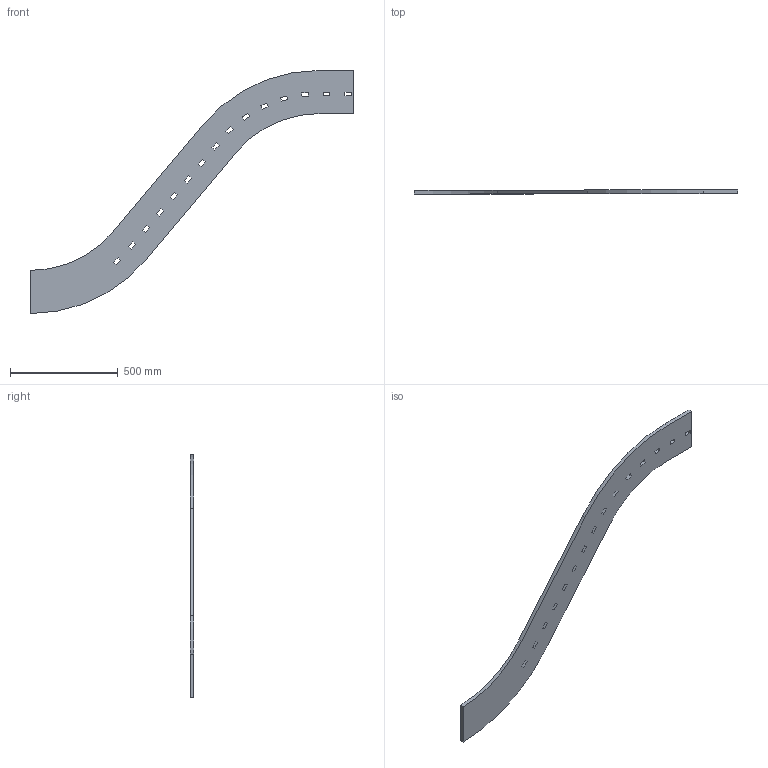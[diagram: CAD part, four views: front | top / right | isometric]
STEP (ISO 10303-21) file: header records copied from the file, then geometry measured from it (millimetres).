
FILE_DESCRIPTION(/* description */ (''),/* implementation_level */ '2;1');
FILE_NAME(/* name */ '91c911fd-7a94-48dc-b073-b931157ada0e.stp',/* time_stamp */ '2021-05-21T12:01:12+00:00',/* author */ (''),/* organization */ (''),/* preprocessor_version */ 'ST-DEVELOPER v18.1',/* originating_system */ 'Autodesk Translation Framework v10.9.0.1377',/* authorisation */ '');
FILE_SCHEMA (('AUTOMOTIVE_DESIGN { 1 0 10303 214 3 1 1 }'));
Length unit declared in the file: centimetre
Products named in the file (1): slide
Bounding box: 1497.07 x 17.51 x 1126.58 mm (x, y, z)
Volume: 6365935.8 mm3; surface area: 824120.1 mm2
Topology: 1 solids, 1 shells, 72 faces, 210 edges, 140 vertices
Faces by surface type: plane 68, cylinder 4
Entity records: 2435 total; most frequent: CARTESIAN_POINT 423, ORIENTED_EDGE 420, DIRECTION 364, EDGE_CURVE 210, LINE 202, VECTOR 202, VERTEX_POINT 140, EDGE_LOOP 102
